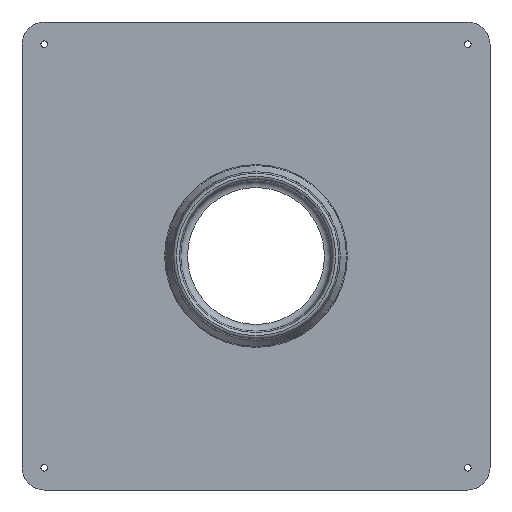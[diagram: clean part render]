
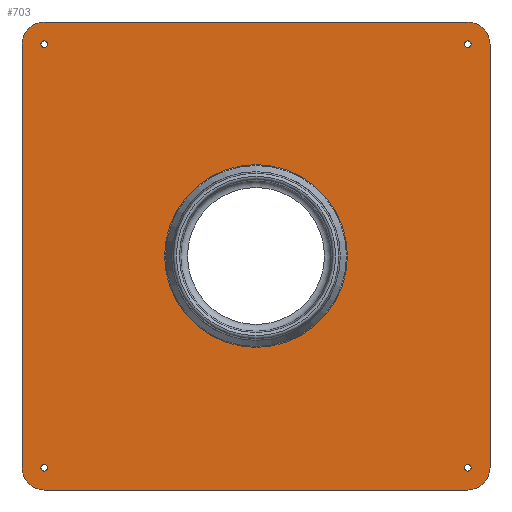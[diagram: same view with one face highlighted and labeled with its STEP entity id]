
A CAD part, front view. The second image highlights one B-rep face of the part: STEP entity #703.
In plain terms, the highlighted planar face has unit normal (0, -1, 0).
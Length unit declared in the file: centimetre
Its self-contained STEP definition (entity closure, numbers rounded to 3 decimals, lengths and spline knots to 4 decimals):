
#55=LINE('',#1223,#91);
#59=LINE('',#1235,#95);
#63=LINE('',#1247,#99);
#67=LINE('',#1258,#103);
#91=VECTOR('',#1017,10.);
#95=VECTOR('',#1029,10.);
#99=VECTOR('',#1041,10.);
#103=VECTOR('',#1053,10.);
#132=FACE_BOUND('',#232,.T.);
#133=FACE_BOUND('',#233,.T.);
#134=FACE_BOUND('',#234,.T.);
#135=FACE_BOUND('',#235,.T.);
#136=FACE_BOUND('',#236,.T.);
#183=FACE_OUTER_BOUND('',#231,.T.);
#231=EDGE_LOOP('',(#625,#626,#627,#628,#629,#630,#631,#632));
#232=EDGE_LOOP('',(#633));
#233=EDGE_LOOP('',(#634));
#234=EDGE_LOOP('',(#635));
#235=EDGE_LOOP('',(#636));
#236=EDGE_LOOP('',(#637));
#282=CIRCLE('',#774,82.);
#288=CIRCLE('',#784,3.);
#290=CIRCLE('',#787,3.);
#292=CIRCLE('',#790,3.);
#294=CIRCLE('',#793,3.);
#295=CIRCLE('',#795,20.);
#297=CIRCLE('',#799,20.);
#299=CIRCLE('',#803,20.);
#301=CIRCLE('',#807,20.);
#335=VERTEX_POINT('',#1173);
#340=VERTEX_POINT('',#1191);
#342=VERTEX_POINT('',#1197);
#344=VERTEX_POINT('',#1203);
#346=VERTEX_POINT('',#1209);
#347=VERTEX_POINT('',#1213);
#348=VERTEX_POINT('',#1214);
#351=VERTEX_POINT('',#1222);
#353=VERTEX_POINT('',#1228);
#355=VERTEX_POINT('',#1234);
#357=VERTEX_POINT('',#1240);
#359=VERTEX_POINT('',#1246);
#361=VERTEX_POINT('',#1252);
#415=EDGE_CURVE('',#335,#335,#282,.T.);
#425=EDGE_CURVE('',#340,#340,#288,.T.);
#428=EDGE_CURVE('',#342,#342,#290,.T.);
#431=EDGE_CURVE('',#344,#344,#292,.T.);
#434=EDGE_CURVE('',#346,#346,#294,.T.);
#435=EDGE_CURVE('',#347,#348,#295,.T.);
#439=EDGE_CURVE('',#348,#351,#55,.T.);
#442=EDGE_CURVE('',#351,#353,#297,.T.);
#445=EDGE_CURVE('',#353,#355,#59,.T.);
#448=EDGE_CURVE('',#355,#357,#299,.T.);
#451=EDGE_CURVE('',#357,#359,#63,.T.);
#454=EDGE_CURVE('',#359,#361,#301,.T.);
#457=EDGE_CURVE('',#361,#347,#67,.T.);
#625=ORIENTED_EDGE('',*,*,#435,.F.);
#626=ORIENTED_EDGE('',*,*,#457,.F.);
#627=ORIENTED_EDGE('',*,*,#454,.F.);
#628=ORIENTED_EDGE('',*,*,#451,.F.);
#629=ORIENTED_EDGE('',*,*,#448,.F.);
#630=ORIENTED_EDGE('',*,*,#445,.F.);
#631=ORIENTED_EDGE('',*,*,#442,.F.);
#632=ORIENTED_EDGE('',*,*,#439,.F.);
#633=ORIENTED_EDGE('',*,*,#415,.F.);
#634=ORIENTED_EDGE('',*,*,#425,.T.);
#635=ORIENTED_EDGE('',*,*,#428,.T.);
#636=ORIENTED_EDGE('',*,*,#431,.T.);
#637=ORIENTED_EDGE('',*,*,#434,.T.);
#660=PLANE('',#810);
#703=ADVANCED_FACE('',(#183,#132,#133,#134,#135,#136),#660,.T.);
#774=AXIS2_PLACEMENT_3D('',#1174,#960,#961);
#784=AXIS2_PLACEMENT_3D('',#1193,#984,#985);
#787=AXIS2_PLACEMENT_3D('',#1199,#991,#992);
#790=AXIS2_PLACEMENT_3D('',#1205,#998,#999);
#793=AXIS2_PLACEMENT_3D('',#1211,#1005,#1006);
#795=AXIS2_PLACEMENT_3D('',#1215,#1009,#1010);
#799=AXIS2_PLACEMENT_3D('',#1229,#1022,#1023);
#803=AXIS2_PLACEMENT_3D('',#1241,#1034,#1035);
#807=AXIS2_PLACEMENT_3D('',#1253,#1046,#1047);
#810=AXIS2_PLACEMENT_3D('',#1260,#1055,#1056);
#960=DIRECTION('center_axis',(0.,-1.,0.));
#961=DIRECTION('ref_axis',(1.,0.,0.));
#984=DIRECTION('center_axis',(0.,1.,0.));
#985=DIRECTION('ref_axis',(-1.,0.,0.));
#991=DIRECTION('center_axis',(0.,1.,0.));
#992=DIRECTION('ref_axis',(-1.,0.,0.));
#998=DIRECTION('center_axis',(0.,1.,0.));
#999=DIRECTION('ref_axis',(-1.,0.,0.));
#1005=DIRECTION('center_axis',(0.,1.,0.));
#1006=DIRECTION('ref_axis',(-1.,0.,0.));
#1009=DIRECTION('center_axis',(0.,1.,0.));
#1010=DIRECTION('ref_axis',(0.,0.,1.));
#1017=DIRECTION('',(-1.,0.,0.));
#1022=DIRECTION('center_axis',(0.,1.,0.));
#1023=DIRECTION('ref_axis',(1.,0.,0.));
#1029=DIRECTION('',(0.,0.,1.));
#1034=DIRECTION('center_axis',(0.,1.,0.));
#1035=DIRECTION('ref_axis',(0.,0.,-1.));
#1041=DIRECTION('',(1.,0.,0.));
#1046=DIRECTION('center_axis',(0.,1.,0.));
#1047=DIRECTION('ref_axis',(-1.,0.,0.));
#1053=DIRECTION('',(0.,0.,-1.));
#1055=DIRECTION('center_axis',(0.,-1.,0.));
#1056=DIRECTION('ref_axis',(1.,0.,0.));
#1173=CARTESIAN_POINT('',(-82.,-1.,0.));
#1174=CARTESIAN_POINT('Origin',(0.,-1.,
0.));
#1191=CARTESIAN_POINT('',(-187.,-1.,-190.));
#1193=CARTESIAN_POINT('Origin',(-190.,-1.,-190.));
#1197=CARTESIAN_POINT('',(193.,-1.,-190.));
#1199=CARTESIAN_POINT('Origin',(190.,-1.,-190.));
#1203=CARTESIAN_POINT('',(-187.,-1.,190.));
#1205=CARTESIAN_POINT('Origin',(-190.,-1.,190.));
#1209=CARTESIAN_POINT('',(193.,-1.,190.));
#1211=CARTESIAN_POINT('Origin',(190.,-1.,190.));
#1213=CARTESIAN_POINT('',(210.,-1.,-190.));
#1214=CARTESIAN_POINT('',(190.,-1.,-210.));
#1215=CARTESIAN_POINT('Origin',(190.,-1.,-190.));
#1222=CARTESIAN_POINT('',(-190.,-1.,-210.));
#1223=CARTESIAN_POINT('',(190.,-1.,-210.));
#1228=CARTESIAN_POINT('',(-210.,-1.,-190.));
#1229=CARTESIAN_POINT('Origin',(-190.,-1.,-190.));
#1234=CARTESIAN_POINT('',(-210.,-1.,190.));
#1235=CARTESIAN_POINT('',(-210.,-1.,-190.));
#1240=CARTESIAN_POINT('',(-190.,-1.,210.));
#1241=CARTESIAN_POINT('Origin',(-190.,-1.,190.));
#1246=CARTESIAN_POINT('',(190.,-1.,210.));
#1247=CARTESIAN_POINT('',(-190.,-1.,210.));
#1252=CARTESIAN_POINT('',(210.,-1.,190.));
#1253=CARTESIAN_POINT('Origin',(190.,-1.,190.));
#1258=CARTESIAN_POINT('',(210.,-1.,190.));
#1260=CARTESIAN_POINT('Origin',(0.,-1.,0.));
